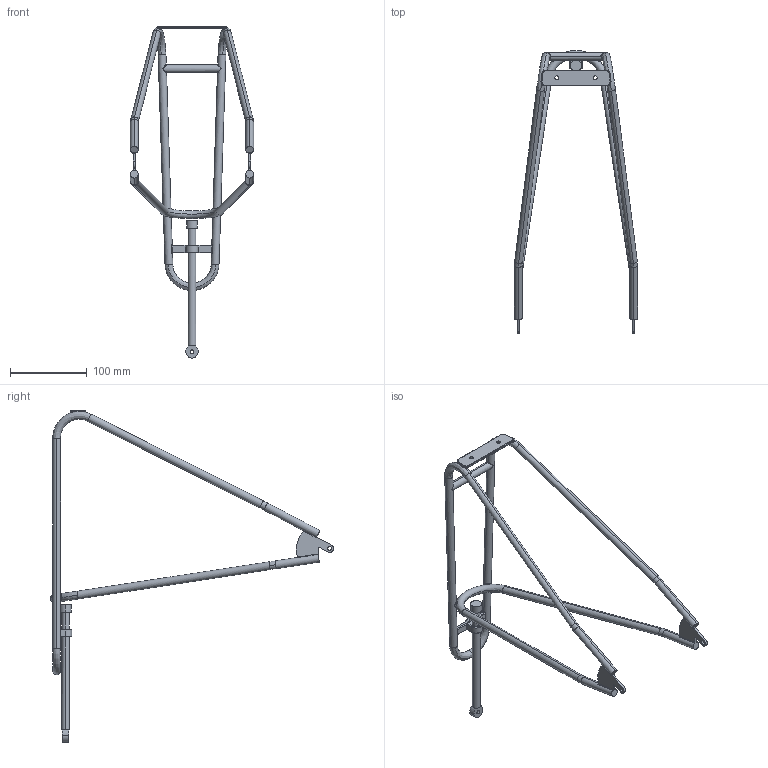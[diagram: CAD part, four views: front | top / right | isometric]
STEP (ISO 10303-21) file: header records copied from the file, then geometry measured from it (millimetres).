
FILE_DESCRIPTION (( 'STEP AP214' ), '1' );
FILE_NAME ('Pannier Rack.STEP', '2019-02-06T08:23:38', ( '' ), ( '' ), 'SwSTEP 2.0', 'SolidWorks 2012', '' );
FILE_SCHEMA (( 'AUTOMOTIVE_DESIGN' ));
Length unit declared in the file: millimetre
Products named in the file (1): Pannier Rack
Bounding box: 160.2 x 367.96 x 431.62 mm (x, y, z)
Volume: 213968.4 mm3; surface area: 88047 mm2
Topology: 1 solids, 1 shells, 215 faces, 593 edges, 364 vertices
Faces by surface type: cylinder 95, bspline 54, plane 40, torus 26
Entity records: 10822 total; most frequent: CARTESIAN_POINT 5661, ORIENTED_EDGE 1170, DIRECTION 1019, EDGE_CURVE 585, AXIS2_PLACEMENT_3D 419, VERTEX_POINT 364, CIRCLE 257, EDGE_LOOP 229
